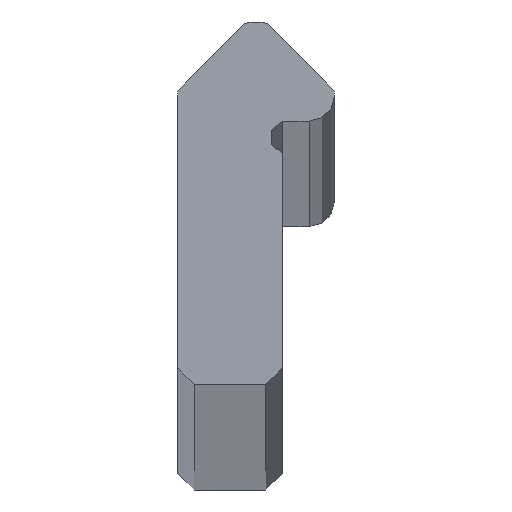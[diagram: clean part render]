
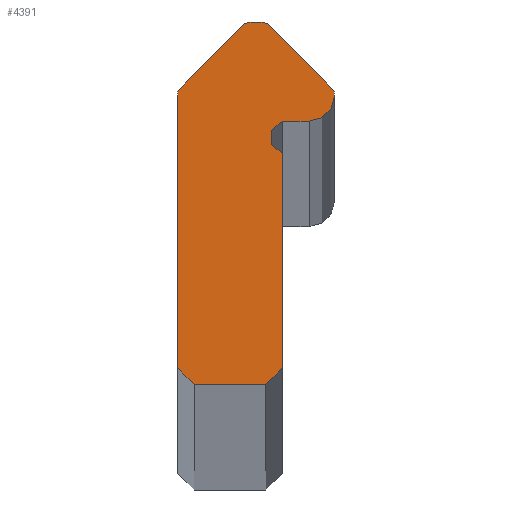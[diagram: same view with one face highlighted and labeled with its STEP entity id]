
A CAD part, top view. The second image highlights one B-rep face of the part: STEP entity #4391.
In plain terms, the highlighted planar face has unit normal (0, 0, 1).
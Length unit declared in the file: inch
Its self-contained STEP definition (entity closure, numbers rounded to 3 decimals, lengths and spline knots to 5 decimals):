
#43 = VERTEX_POINT ( 'NONE', #2100 ) ;
#98 = VECTOR ( 'NONE', #2571, 39.37008 ) ;
#100 = EDGE_CURVE ( 'NONE', #2966, #2275, #1852, .T. ) ;
#131 = ORIENTED_EDGE ( 'NONE', *, *, #4301, .T. ) ;
#233 = DIRECTION ( 'NONE',  ( -0.707, 0.707, 0. ) ) ;
#244 = CARTESIAN_POINT ( 'NONE',  ( -0.0635, -0.09886, 0. ) ) ;
#300 = CARTESIAN_POINT ( 'NONE',  ( 0., -0.05657, 0. ) ) ;
#304 = CARTESIAN_POINT ( 'NONE',  ( 0.0315, -0.16866, 0. ) ) ;
#344 = AXIS2_PLACEMENT_3D ( 'NONE', #1616, #3545, #1208 ) ;
#369 = CARTESIAN_POINT ( 'NONE',  ( 0.0635, -0.09886, 0. ) ) ;
#391 = ORIENTED_EDGE ( 'NONE', *, *, #1916, .T. ) ;
#401 = EDGE_CURVE ( 'NONE', #1565, #4201, #2612, .T. ) ;
#413 = VECTOR ( 'NONE', #4445, 39.37008 ) ;
#432 = VECTOR ( 'NONE', #2506, 39.37008 ) ;
#471 = ORIENTED_EDGE ( 'NONE', *, *, #3165, .T. ) ;
#503 = AXIS2_PLACEMENT_3D ( 'NONE', #369, #1842, #4113 ) ;
#532 = LINE ( 'NONE', #2023, #2864 ) ;
#569 = CARTESIAN_POINT ( 'NONE',  ( -0.0635, -0.09886, 0. ) ) ;
#570 = EDGE_CURVE ( 'NONE', #2275, #1956, #2765, .T. ) ;
#592 = ORIENTED_EDGE ( 'NONE', *, *, #100, .T. ) ;
#603 = CARTESIAN_POINT ( 'NONE',  ( -0.0935, -0.42393, 0. ) ) ;
#622 = VERTEX_POINT ( 'NONE', #1717 ) ;
#625 = LINE ( 'NONE', #1705, #432 ) ;
#826 = VERTEX_POINT ( 'NONE', #2588 ) ;
#867 = CIRCLE ( 'NONE', #3608, 0.03 ) ;
#935 = VECTOR ( 'NONE', #1263, 39.37008 ) ;
#1027 = CARTESIAN_POINT ( 'NONE',  ( 0.0115, -0.44393, 0. ) ) ;
#1079 = LINE ( 'NONE', #3308, #98 ) ;
#1118 = ORIENTED_EDGE ( 'NONE', *, *, #4398, .T. ) ;
#1208 = DIRECTION ( 'NONE',  ( -1., 0., 0. ) ) ;
#1263 = DIRECTION ( 'NONE',  ( 0.707, 0.707, 0. ) ) ;
#1273 = PLANE ( 'NONE',  #2123 ) ;
#1303 = DIRECTION ( 'NONE',  ( 0., -1., 0. ) ) ;
#1342 = ORIENTED_EDGE ( 'NONE', *, *, #570, .T. ) ;
#1390 = CIRCLE ( 'NONE', #4811, 0.03 ) ;
#1391 = EDGE_CURVE ( 'NONE', #4025, #43, #1079, .T. ) ;
#1399 = LINE ( 'NONE', #2129, #4260 ) ;
#1473 = VERTEX_POINT ( 'NONE', #2973 ) ;
#1503 = ORIENTED_EDGE ( 'NONE', *, *, #4748, .T. ) ;
#1565 = VERTEX_POINT ( 'NONE', #4084 ) ;
#1571 = CARTESIAN_POINT ( 'NONE',  ( 0.0929, -0.0929, 0. ) ) ;
#1616 = CARTESIAN_POINT ( 'NONE',  ( 0.0365, -0.14929, 0. ) ) ;
#1625 = ORIENTED_EDGE ( 'NONE', *, *, #1391, .T. ) ;
#1655 = VECTOR ( 'NONE', #1303, 39.37008 ) ;
#1668 = ORIENTED_EDGE ( 'NONE', *, *, #401, .T. ) ;
#1705 = CARTESIAN_POINT ( 'NONE',  ( 0.0115, -0.44393, 0. ) ) ;
#1717 = CARTESIAN_POINT ( 'NONE',  ( 0.01371, -0.01371, 0. ) ) ;
#1740 = EDGE_CURVE ( 'NONE', #3482, #622, #1399, .T. ) ;
#1750 = DIRECTION ( 'NONE',  ( -1., 0., 0. ) ) ;
#1757 = DIRECTION ( 'NONE',  ( -1., 0., 0. ) ) ;
#1759 = DIRECTION ( 'NONE',  ( -1., 0., 0. ) ) ;
#1842 = DIRECTION ( 'NONE',  ( 0., 0., 1. ) ) ;
#1852 = LINE ( 'NONE', #2957, #413 ) ;
#1859 = CARTESIAN_POINT ( 'NONE',  ( -0.0929, -0.0929, 0. ) ) ;
#1877 = CARTESIAN_POINT ( 'NONE',  ( 0.0935, -0.09993, 0. ) ) ;
#1909 = CIRCLE ( 'NONE', #503, 0.03 ) ;
#1916 = EDGE_CURVE ( 'NONE', #622, #1565, #3638, .T. ) ;
#1956 = VERTEX_POINT ( 'NONE', #3977 ) ;
#2000 = EDGE_CURVE ( 'NONE', #3588, #3247, #625, .T. ) ;
#2011 = FACE_OUTER_BOUND ( 'NONE', #4684, .T. ) ;
#2023 = CARTESIAN_POINT ( 'NONE',  ( -0.0735, -0.44393, 0. ) ) ;
#2096 = DIRECTION ( 'NONE',  ( 0., 0., 1. ) ) ;
#2100 = CARTESIAN_POINT ( 'NONE',  ( 0.0935, -0.09886, 0. ) ) ;
#2123 = AXIS2_PLACEMENT_3D ( 'NONE', #244, #2803, #1757 ) ;
#2129 = CARTESIAN_POINT ( 'NONE',  ( 0.01371, -0.01371, 0. ) ) ;
#2165 = VERTEX_POINT ( 'NONE', #2954 ) ;
#2275 = VERTEX_POINT ( 'NONE', #304 ) ;
#2283 = ORIENTED_EDGE ( 'NONE', *, *, #1740, .T. ) ;
#2356 = ORIENTED_EDGE ( 'NONE', *, *, #2969, .T. ) ;
#2365 = LINE ( 'NONE', #3156, #935 ) ;
#2414 = EDGE_CURVE ( 'NONE', #4201, #826, #1390, .T. ) ;
#2506 = DIRECTION ( 'NONE',  ( 1., 0., 0. ) ) ;
#2571 = DIRECTION ( 'NONE',  ( 0., 1., 0. ) ) ;
#2588 = CARTESIAN_POINT ( 'NONE',  ( -0.0935, -0.09886, 0. ) ) ;
#2602 = VECTOR ( 'NONE', #3388, 39.37008 ) ;
#2612 = LINE ( 'NONE', #1859, #2602 ) ;
#2643 = CARTESIAN_POINT ( 'NONE',  ( 0.0635, -0.12993, 0. ) ) ;
#2668 = CARTESIAN_POINT ( 'NONE',  ( -0.0929, -0.0929, 0. ) ) ;
#2765 = CIRCLE ( 'NONE', #344, 0.02 ) ;
#2803 = DIRECTION ( 'NONE',  ( 0., 0., -1. ) ) ;
#2809 = EDGE_CURVE ( 'NONE', #1473, #3588, #532, .T. ) ;
#2864 = VECTOR ( 'NONE', #3513, 39.37008 ) ;
#2881 = CARTESIAN_POINT ( 'NONE',  ( 0.0635, -0.09993, 0. ) ) ;
#2954 = CARTESIAN_POINT ( 'NONE',  ( 0.0635, -0.12993, 0. ) ) ;
#2957 = CARTESIAN_POINT ( 'NONE',  ( 0.0315, -0.16866, 0. ) ) ;
#2966 = VERTEX_POINT ( 'NONE', #3719 ) ;
#2969 = EDGE_CURVE ( 'NONE', #43, #3482, #1909, .T. ) ;
#2973 = CARTESIAN_POINT ( 'NONE',  ( -0.0935, -0.42393, 0. ) ) ;
#3105 = ORIENTED_EDGE ( 'NONE', *, *, #2809, .T. ) ;
#3156 = CARTESIAN_POINT ( 'NONE',  ( 0.0315, -0.42393, 0. ) ) ;
#3165 = EDGE_CURVE ( 'NONE', #3247, #2966, #2365, .T. ) ;
#3186 = DIRECTION ( 'NONE',  ( 0., 0., 1. ) ) ;
#3247 = VERTEX_POINT ( 'NONE', #1027 ) ;
#3272 = DIRECTION ( 'NONE',  ( 0., 0., 1. ) ) ;
#3308 = CARTESIAN_POINT ( 'NONE',  ( 0.0935, -0.09886, 0. ) ) ;
#3382 = ORIENTED_EDGE ( 'NONE', *, *, #2414, .T. ) ;
#3388 = DIRECTION ( 'NONE',  ( -0.707, -0.707, 0. ) ) ;
#3482 = VERTEX_POINT ( 'NONE', #1571 ) ;
#3513 = DIRECTION ( 'NONE',  ( 0.707, -0.707, 0. ) ) ;
#3545 = DIRECTION ( 'NONE',  ( 0., 0., -1. ) ) ;
#3588 = VERTEX_POINT ( 'NONE', #3876 ) ;
#3608 = AXIS2_PLACEMENT_3D ( 'NONE', #2881, #3272, #4365 ) ;
#3638 = CIRCLE ( 'NONE', #4495, 0.045 ) ;
#3719 = CARTESIAN_POINT ( 'NONE',  ( 0.0315, -0.42393, 0. ) ) ;
#3848 = DIRECTION ( 'NONE',  ( 1., 0., 0. ) ) ;
#3876 = CARTESIAN_POINT ( 'NONE',  ( -0.0735, -0.44393, 0. ) ) ;
#3977 = CARTESIAN_POINT ( 'NONE',  ( 0.0315, -0.12993, 0. ) ) ;
#4001 = LINE ( 'NONE', #603, #1655 ) ;
#4025 = VERTEX_POINT ( 'NONE', #1877 ) ;
#4069 = ORIENTED_EDGE ( 'NONE', *, *, #2000, .T. ) ;
#4084 = CARTESIAN_POINT ( 'NONE',  ( -0.01371, -0.01371, 0. ) ) ;
#4113 = DIRECTION ( 'NONE',  ( -1., 0., 0. ) ) ;
#4201 = VERTEX_POINT ( 'NONE', #2668 ) ;
#4222 = VECTOR ( 'NONE', #3848, 39.37008 ) ;
#4260 = VECTOR ( 'NONE', #233, 39.37008 ) ;
#4301 = EDGE_CURVE ( 'NONE', #1956, #2165, #4605, .T. ) ;
#4365 = DIRECTION ( 'NONE',  ( -1., 0., 0. ) ) ;
#4391 = ADVANCED_FACE ( 'NONE', ( #2011 ), #1273, .F. ) ;
#4398 = EDGE_CURVE ( 'NONE', #826, #1473, #4001, .T. ) ;
#4445 = DIRECTION ( 'NONE',  ( 0., 1., 0. ) ) ;
#4495 = AXIS2_PLACEMENT_3D ( 'NONE', #300, #2096, #1759 ) ;
#4605 = LINE ( 'NONE', #2643, #4222 ) ;
#4684 = EDGE_LOOP ( 'NONE', ( #3382, #1118, #3105, #4069, #471, #592, #1342, #131, #1503, #1625, #2356, #2283, #391, #1668 ) ) ;
#4748 = EDGE_CURVE ( 'NONE', #2165, #4025, #867, .T. ) ;
#4811 = AXIS2_PLACEMENT_3D ( 'NONE', #569, #3186, #1750 ) ;
